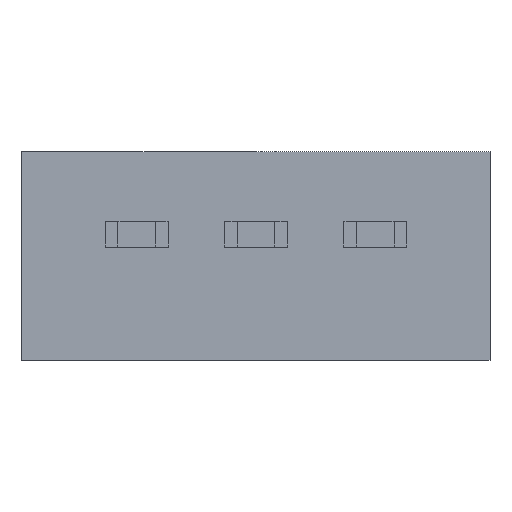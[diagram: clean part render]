
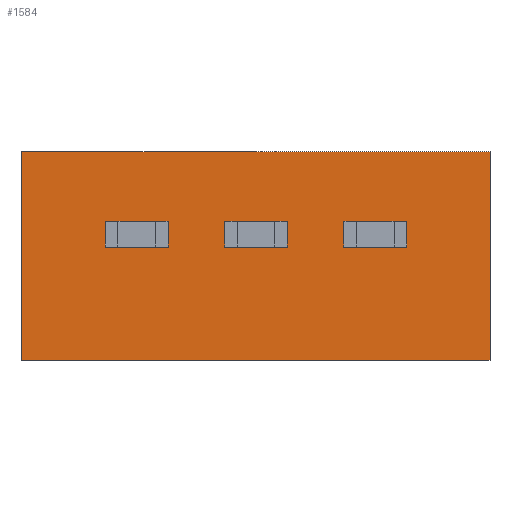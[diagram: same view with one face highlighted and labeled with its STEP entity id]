
A CAD part, front view. The second image highlights one B-rep face of the part: STEP entity #1584.
In plain terms, the highlighted planar face has unit normal (0, -1, 0).
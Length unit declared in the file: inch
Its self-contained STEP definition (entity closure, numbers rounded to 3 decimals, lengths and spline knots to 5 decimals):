
#36 = DIRECTION ( 'NONE',  ( 0., 0., -1. ) ) ;
#39 = VECTOR ( 'NONE', #36, 39.37008 ) ;
#42 = DIRECTION ( 'NONE',  ( 0., 0., 1. ) ) ;
#43 = ORIENTED_EDGE ( 'NONE', *, *, #1370, .T. ) ;
#56 = ORIENTED_EDGE ( 'NONE', *, *, #1238, .F. ) ;
#111 = DIRECTION ( 'NONE',  ( -1., 0., 0. ) ) ;
#125 = VECTOR ( 'NONE', #111, 39.37008 ) ;
#149 = VECTOR ( 'NONE', #893, 39.37008 ) ;
#201 = EDGE_CURVE ( 'NONE', #1025, #817, #605, .T. ) ;
#574 = DIRECTION ( 'NONE',  ( 0., 1., 0. ) ) ;
#583 = LINE ( 'NONE', #1063, #39 ) ;
#605 = LINE ( 'NONE', #1517, #149 ) ;
#626 = LINE ( 'NONE', #1430, #1206 ) ;
#645 = CARTESIAN_POINT ( 'NONE',  ( 0.19625, 0.155, -0.10575 ) ) ;
#670 = ORIENTED_EDGE ( 'NONE', *, *, #201, .F. ) ;
#681 = ORIENTED_EDGE ( 'NONE', *, *, #1280, .T. ) ;
#725 = CARTESIAN_POINT ( 'NONE',  ( 0.19625, 0.155, 0.06925 ) ) ;
#817 = VERTEX_POINT ( 'NONE', #953 ) ;
#893 = DIRECTION ( 'NONE',  ( 0., 0., -1. ) ) ;
#907 = CARTESIAN_POINT ( 'NONE',  ( -0.19625, 0.155, -0.10575 ) ) ;
#953 = CARTESIAN_POINT ( 'NONE',  ( 0.19625, 0.155, -0.10575 ) ) ;
#981 = VERTEX_POINT ( 'NONE', #907 ) ;
#1025 = VERTEX_POINT ( 'NONE', #1054 ) ;
#1036 = FACE_OUTER_BOUND ( 'NONE', #1344, .T. ) ;
#1054 = CARTESIAN_POINT ( 'NONE',  ( 0.19625, 0.155, 0.06925 ) ) ;
#1063 = CARTESIAN_POINT ( 'NONE',  ( -0.19625, 0.155, 0.06925 ) ) ;
#1075 = PLANE ( 'NONE',  #1204 ) ;
#1204 = AXIS2_PLACEMENT_3D ( 'NONE', #725, #574, #42 ) ;
#1206 = VECTOR ( 'NONE', #1427, 39.37008 ) ;
#1238 = EDGE_CURVE ( 'NONE', #817, #981, #1306, .T. ) ;
#1280 = EDGE_CURVE ( 'NONE', #1025, #1462, #626, .T. ) ;
#1306 = LINE ( 'NONE', #645, #125 ) ;
#1344 = EDGE_LOOP ( 'NONE', ( #43, #56, #670, #681 ) ) ;
#1370 = EDGE_CURVE ( 'NONE', #1462, #981, #583, .T. ) ;
#1427 = DIRECTION ( 'NONE',  ( -1., 0., 0. ) ) ;
#1430 = CARTESIAN_POINT ( 'NONE',  ( 0.19625, 0.155, 0.06925 ) ) ;
#1453 = CARTESIAN_POINT ( 'NONE',  ( -0.19625, 0.155, 0.06925 ) ) ;
#1462 = VERTEX_POINT ( 'NONE', #1453 ) ;
#1517 = CARTESIAN_POINT ( 'NONE',  ( 0.19625, 0.155, 0.06925 ) ) ;
#1584 = ADVANCED_FACE ( 'NONE', ( #1036 ), #1075, .F. ) ;
